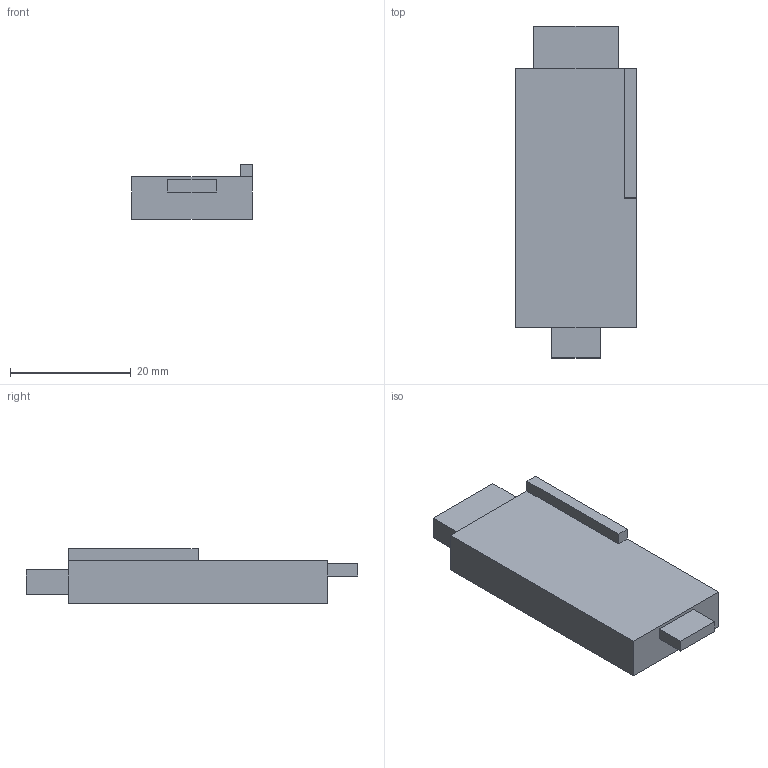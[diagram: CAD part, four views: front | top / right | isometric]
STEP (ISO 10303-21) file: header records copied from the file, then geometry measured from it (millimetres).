
FILE_DESCRIPTION(('STEP AP214'), '1');
FILE_NAME('ESP8266 ??????', '', ('UNSPECIFIED'), ('UNSPECIFIED'), 'C3D Converter', 'C3D Toolkit', '');
FILE_SCHEMA(('AUTOMOTIVE_DESIGN { 1 0 10303 214 3 1 1}'));
Length unit declared in the file: millimetre
Bounding box: 20 x 55 x 9 mm (x, y, z)
Volume: 6578 mm3; surface area: 3048 mm2
Topology: 1 solids, 1 shells, 19 faces, 45 edges, 30 vertices
Faces by surface type: plane 19
Entity records: 579 total; most frequent: CARTESIAN_POINT 95, ORIENTED_EDGE 90, DIRECTION 85, EDGE_CURVE 45, LINE 45, VECTOR 45, VERTEX_POINT 30, FACE_BOUND 21
